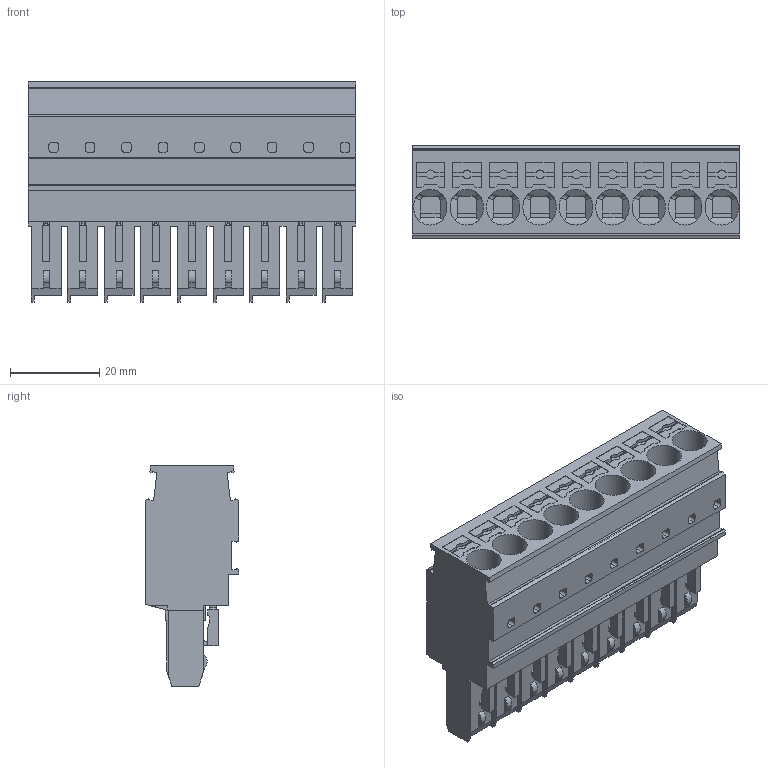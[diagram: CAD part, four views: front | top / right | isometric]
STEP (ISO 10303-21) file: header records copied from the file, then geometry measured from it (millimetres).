
FILE_DESCRIPTION(('Creo Elements/Direct Modeling STEP Export'),'2;1');
FILE_NAME('model.stp','2021-03-17T 7:32:38',(''),(''),'Creo Elements/Direct Modeling STEP processor for AP214 (Solid Model)','Creo Elements/Direct Modeling 20.1D 10-Oct-2020 (C) Parametric Technology GmbH','');
FILE_SCHEMA(('AUTOMOTIVE_DESIGN { 1 0 10303 214 1 1 1 1 }'));
Products named in the file (2): PP_H_6_9-select
Assembly tree (1 placements, depth 2):
  PP_H_6_9-select
    PP_H_6_9-select
Bounding box: 73.35 x 21 x 49.33 mm (x, y, z)
Volume: 42333.4 mm3; surface area: 22435.7 mm2
Topology: 1 solids, 1 shells, 1490 faces, 4322 edges, 2877 vertices
Faces by surface type: plane 1085, cylinder 369, torus 36
Entity records: 70617 total; most frequent: CARTESIAN_POINT 18548, ORIENTED_EDGE 8644, DIRECTION 7985, EDGE_CURVE 4322, VECTOR 3323, LINE 3323, VERTEX_POINT 2877, AXIS2_PLACEMENT_3D 2331
